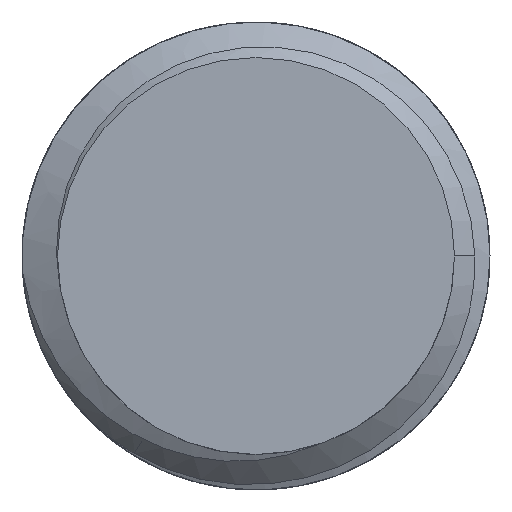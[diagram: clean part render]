
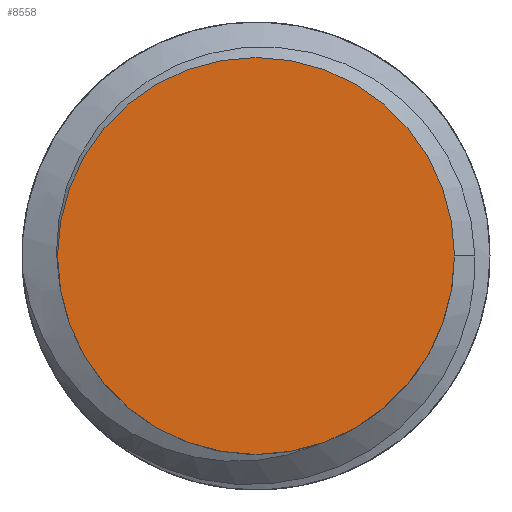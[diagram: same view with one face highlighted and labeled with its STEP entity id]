
A CAD part, front view. The second image highlights one B-rep face of the part: STEP entity #8558.
In plain terms, the highlighted planar face has unit normal (0, -1, 0).
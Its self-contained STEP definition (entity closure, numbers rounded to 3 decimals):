
#4964=CARTESIAN_POINT('',(0.,-2.,0.));
#4965=DIRECTION('',(0.,-1.,0.));
#4966=DIRECTION('',(-1.,0.,0.));
#4967=AXIS2_PLACEMENT_3D('',#4964,#4965,#4966);
#4969=CARTESIAN_POINT('',(0.,-2.,0.));
#4970=DIRECTION('',(0.,-1.,0.));
#4971=DIRECTION('',(1.,0.,0.));
#4972=AXIS2_PLACEMENT_3D('',#4969,#4970,#4971);
#6705=CARTESIAN_POINT('',(-3.35,-2.,0.));
#6706=CARTESIAN_POINT('',(3.35,-2.,0.));
#6707=VERTEX_POINT('',#6705);
#6708=VERTEX_POINT('',#6706);
#8549=CARTESIAN_POINT('',(0.,-2.,0.));
#8550=DIRECTION('',(0.,-1.,0.));
#8551=DIRECTION('',(-1.,0.,0.));
#8552=AXIS2_PLACEMENT_3D('',#8549,#8550,#8551);
#8553=PLANE('',#8552);
#8554=ORIENTED_EDGE('',*,*,#8514,.F.);
#8555=ORIENTED_EDGE('',*,*,#8543,.F.);
#8556=EDGE_LOOP('',(#8554,#8555));
#8557=FACE_OUTER_BOUND('',#8556,.F.);
#8558=ADVANCED_FACE('',(#8557),#8553,.T.);
#4968=CIRCLE('',#4967,3.35);
#4973=CIRCLE('',#4972,3.35);
#8514=EDGE_CURVE('',#6707,#6708,#4968,.T.);
#8543=EDGE_CURVE('',#6708,#6707,#4973,.T.);
